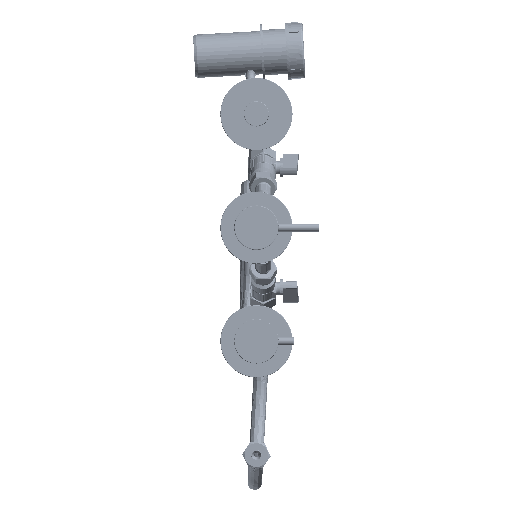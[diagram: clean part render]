
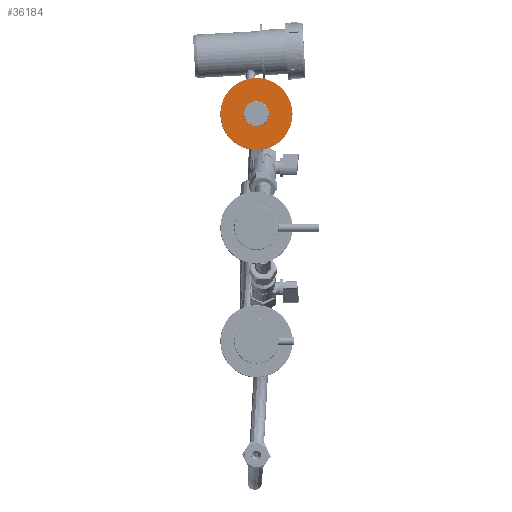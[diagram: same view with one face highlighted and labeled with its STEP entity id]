
A CAD part, top view. The second image highlights one B-rep face of the part: STEP entity #36184.
In plain terms, the highlighted planar face has unit normal (0, 0, 1).
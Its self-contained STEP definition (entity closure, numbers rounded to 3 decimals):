
#11119=ORIENTED_EDGE('',*,*,#19492,.T.);
#11120=ORIENTED_EDGE('',*,*,#19493,.F.);
#19492=EDGE_CURVE('',#24110,#24110,#27058,.T.);
#19493=EDGE_CURVE('',#24111,#24111,#27059,.F.);
#24110=VERTEX_POINT('',#93575);
#24111=VERTEX_POINT('',#93577);
#27058=CIRCLE('',#47459,34.8);
#27059=CIRCLE('',#47460,12.);
#29324=EDGE_LOOP('',(#11119));
#29325=EDGE_LOOP('',(#11120));
#32451=FACE_BOUND('',#29324,.T.);
#32452=FACE_BOUND('',#29325,.T.);
#34634=PLANE('',#47458);
#36184=ADVANCED_FACE('',(#32451,#32452),#34634,.T.);
#47458=AXIS2_PLACEMENT_3D('',#93573,#54112,#54113);
#47459=AXIS2_PLACEMENT_3D('',#93574,#54114,#54115);
#47460=AXIS2_PLACEMENT_3D('',#93576,#54116,#54117);
#54112=DIRECTION('',(0.,0.,1.));
#54113=DIRECTION('',(1.,0.,0.));
#54114=DIRECTION('',(0.,0.,1.));
#54115=DIRECTION('',(1.,0.,0.));
#54116=DIRECTION('',(0.,0.,-1.));
#54117=DIRECTION('',(-1.,0.,0.));
#93573=CARTESIAN_POINT('',(-13.156,-13.156,12.));
#93574=CARTESIAN_POINT('',(0.,0.,12.));
#93575=CARTESIAN_POINT('',(34.8,0.,12.));
#93576=CARTESIAN_POINT('',(0.,0.,12.));
#93577=CARTESIAN_POINT('',(-12.,0.,12.));
